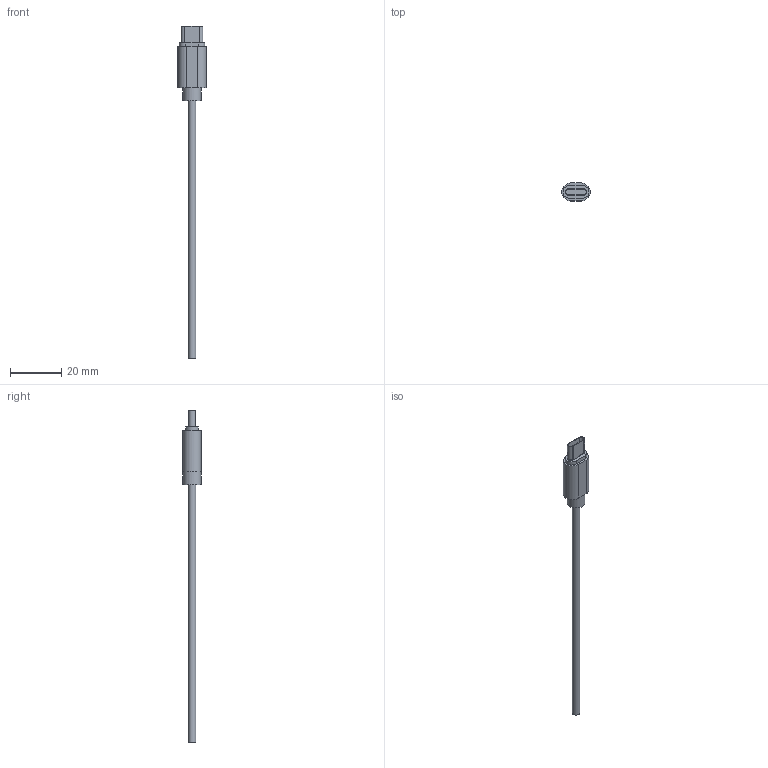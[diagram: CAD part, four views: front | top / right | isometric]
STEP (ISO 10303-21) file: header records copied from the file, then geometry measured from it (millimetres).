
FILE_DESCRIPTION(/* description */ (''),/* implementation_level */ '2;1');
FILE_NAME(/* name */ 'USB Tipo C.stp',/* time_stamp */ '2021-08-12T10:52:32-06:00',/* author */ ('user'),/* organization */ (''),/* preprocessor_version */ 'ST-DEVELOPER v17',/* originating_system */ 'Autodesk Inventor 2019',/* authorisation */ '');
FILE_SCHEMA (('AUTOMOTIVE_DESIGN { 1 0 10303 214 3 1 1 }'));
Length unit declared in the file: millimetre
Products named in the file (1): USB Tipo C
Bounding box: 11 x 7 x 129 mm (x, y, z)
Volume: 2057.9 mm3; surface area: 1946.8 mm2
Topology: 1 solids, 1 shells, 26 faces, 58 edges, 38 vertices
Faces by surface type: plane 16, cylinder 10
Full cylindrical faces by diameter (mm): 3 x1, 7 x1
Entity records: 821 total; most frequent: DIRECTION 134, CARTESIAN_POINT 123, ORIENTED_EDGE 116, EDGE_CURVE 58, AXIS2_PLACEMENT_3D 49, VERTEX_POINT 38, LINE 36, VECTOR 36
